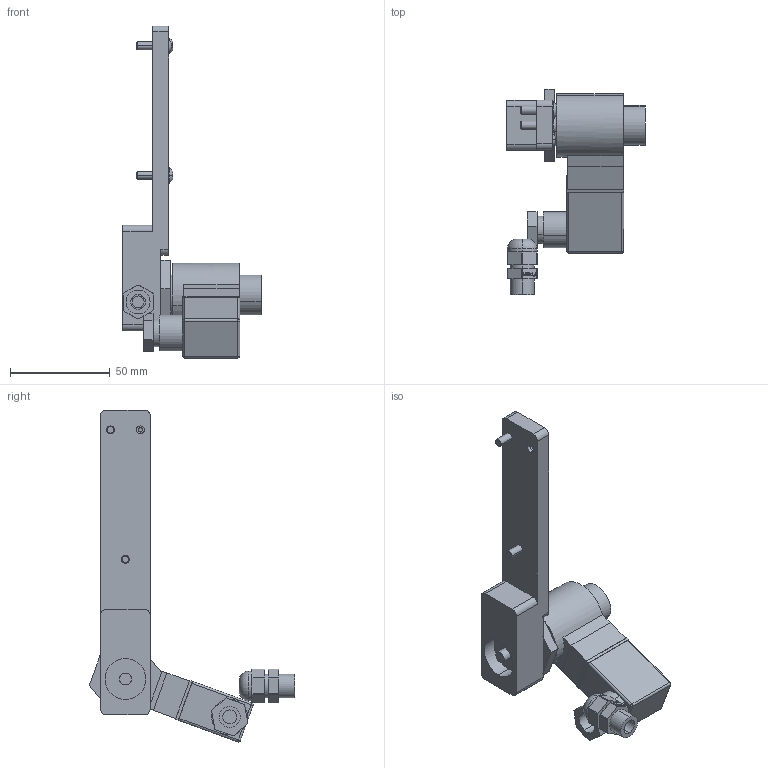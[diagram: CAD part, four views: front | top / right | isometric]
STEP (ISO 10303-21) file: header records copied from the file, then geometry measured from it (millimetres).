
FILE_DESCRIPTION (( 'STEP AP214' ), '1' );
FILE_NAME ('36065~1.STEP', '2017-07-20T06:51:07', ( '' ), ( '' ), 'SwSTEP 2.0', 'SolidWorks 2016', '' );
FILE_SCHEMA (( 'AUTOMOTIVE_DESIGN' ));
Length unit declared in the file: millimetre
Products named in the file (7): ISO7380~n_M04,0x016; 33491~0_S_Mutter 01mm <S>; 42402~0_S; 3067~0_S; 33779~0_S; 43644~0; 36065~1
Assembly tree (7 placements, depth 2):
  36065~1
    42402~0_S
    33491~0_S_Mutter 01mm <S>
    33779~0_S
    43644~0
    ISO7380~n_M04,0x016  x2
    3067~0_S
Bounding box: 69.5 x 103.19 x 166.62 mm (x, y, z)
Volume: 114736.7 mm3; surface area: 36611.2 mm2
Topology: 11 solids, 11 shells, 346 faces, 849 edges, 551 vertices
Faces by surface type: plane 194, cylinder 118, bspline 14, cone 8, sphere 6, torus 6
Entity records: 10901 total; most frequent: CARTESIAN_POINT 2532, DIRECTION 1586, ORIENTED_EDGE 1548, EDGE_CURVE 774, LINE 532, VECTOR 532, AXIS2_PLACEMENT_3D 527, VERTEX_POINT 505
